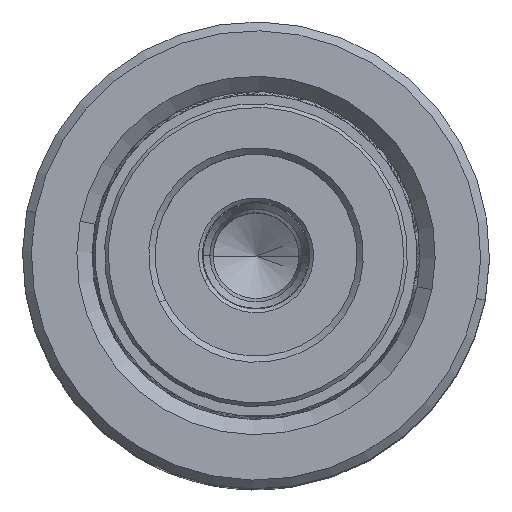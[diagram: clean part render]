
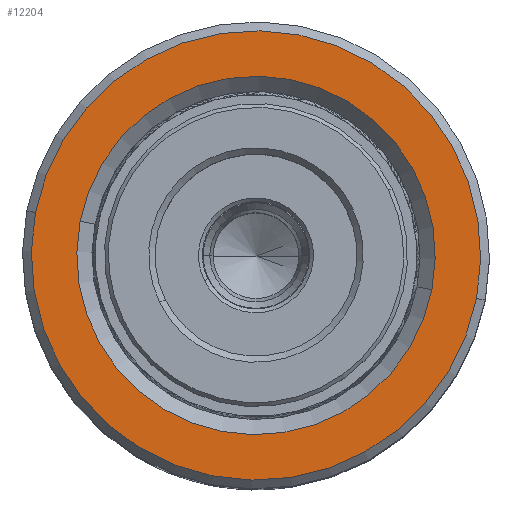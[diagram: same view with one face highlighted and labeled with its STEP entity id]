
A CAD part, top view. The second image highlights one B-rep face of the part: STEP entity #12204.
In plain terms, the highlighted planar face has unit normal (0, 0, 1).
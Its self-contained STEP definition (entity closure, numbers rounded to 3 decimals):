
#325 = CIRCLE ( 'NONE', #24705, 14.2 ) ;
#657 = CIRCLE ( 'NONE', #22791, 17.8 ) ;
#1263 = ORIENTED_EDGE ( 'NONE', *, *, #22192, .T. ) ;
#1507 = ORIENTED_EDGE ( 'NONE', *, *, #3038, .T. ) ;
#1797 = DIRECTION ( 'NONE',  ( 0., 0., 1. ) ) ;
#2537 = DIRECTION ( 'NONE',  ( 1., 0., 0. ) ) ;
#3038 = EDGE_CURVE ( 'NONE', #15347, #15289, #325, .T. ) ;
#7108 = DIRECTION ( 'NONE',  ( 0., 0., 1. ) ) ;
#7947 = DIRECTION ( 'NONE',  ( 0., 0., 1. ) ) ;
#8104 = CARTESIAN_POINT ( 'NONE',  ( 14.2, 0., 50. ) ) ;
#9450 = FACE_OUTER_BOUND ( 'NONE', #28722, .T. ) ;
#10256 = DIRECTION ( 'NONE',  ( 1., 0., 0. ) ) ;
#11091 = EDGE_CURVE ( 'NONE', #34921, #12426, #657, .T. ) ;
#11122 = AXIS2_PLACEMENT_3D ( 'NONE', #24805, #22665, #20520 ) ;
#12204 = ADVANCED_FACE ( 'NONE', ( #9450, #12593 ), #18279, .T. ) ;
#12426 = VERTEX_POINT ( 'NONE', #13817 ) ;
#12593 = FACE_BOUND ( 'NONE', #24612, .T. ) ;
#12943 = CARTESIAN_POINT ( 'NONE',  ( 0., 0., 50. ) ) ;
#13077 = CARTESIAN_POINT ( 'NONE',  ( 0., 0., 50. ) ) ;
#13817 = CARTESIAN_POINT ( 'NONE',  ( -17.8, 0., 50. ) ) ;
#15289 = VERTEX_POINT ( 'NONE', #8104 ) ;
#15347 = VERTEX_POINT ( 'NONE', #34411 ) ;
#15609 = CARTESIAN_POINT ( 'NONE',  ( 0., 0., 50. ) ) ;
#15997 = DIRECTION ( 'NONE',  ( 0., 0., -1. ) ) ;
#16378 = ORIENTED_EDGE ( 'NONE', *, *, #19408, .T. ) ;
#18158 = AXIS2_PLACEMENT_3D ( 'NONE', #13077, #7947, #10256 ) ;
#18279 = PLANE ( 'NONE',  #32485 ) ;
#19408 = EDGE_CURVE ( 'NONE', #15289, #15347, #26448, .T. ) ;
#19681 = ORIENTED_EDGE ( 'NONE', *, *, #11091, .T. ) ;
#20520 = DIRECTION ( 'NONE',  ( 1., 0., 0. ) ) ;
#22192 = EDGE_CURVE ( 'NONE', #12426, #34921, #30106, .T. ) ;
#22665 = DIRECTION ( 'NONE',  ( 0., 0., -1. ) ) ;
#22791 = AXIS2_PLACEMENT_3D ( 'NONE', #12943, #7108, #31974 ) ;
#24612 = EDGE_LOOP ( 'NONE', ( #16378, #1507 ) ) ;
#24705 = AXIS2_PLACEMENT_3D ( 'NONE', #34848, #15997, #2537 ) ;
#24805 = CARTESIAN_POINT ( 'NONE',  ( 0., 0., 50. ) ) ;
#26448 = CIRCLE ( 'NONE', #11122, 14.2 ) ;
#28640 = DIRECTION ( 'NONE',  ( 1., 0., 0. ) ) ;
#28722 = EDGE_LOOP ( 'NONE', ( #1263, #19681 ) ) ;
#29967 = CARTESIAN_POINT ( 'NONE',  ( 17.8, 0., 50. ) ) ;
#30106 = CIRCLE ( 'NONE', #18158, 17.8 ) ;
#31974 = DIRECTION ( 'NONE',  ( 1., 0., 0. ) ) ;
#32485 = AXIS2_PLACEMENT_3D ( 'NONE', #15609, #1797, #28640 ) ;
#34411 = CARTESIAN_POINT ( 'NONE',  ( -14.2, 0., 50. ) ) ;
#34848 = CARTESIAN_POINT ( 'NONE',  ( 0., 0., 50. ) ) ;
#34921 = VERTEX_POINT ( 'NONE', #29967 ) ;
